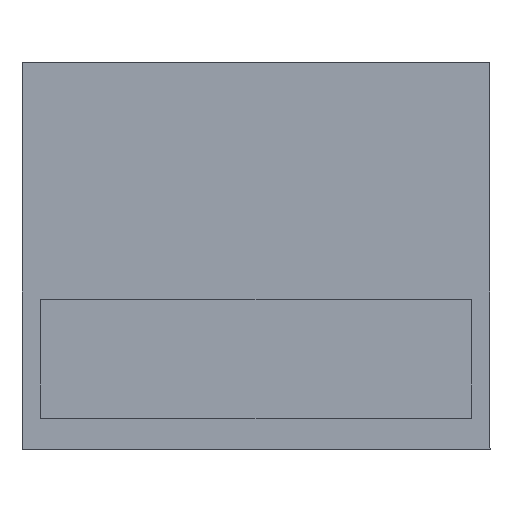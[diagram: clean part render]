
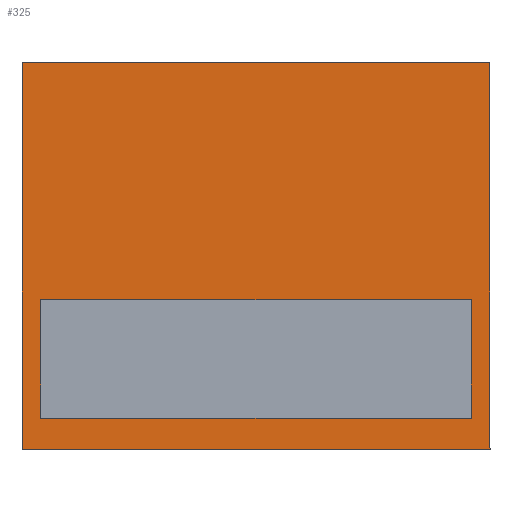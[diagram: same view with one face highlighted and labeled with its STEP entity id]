
A CAD part, top view. The second image highlights one B-rep face of the part: STEP entity #325.
In plain terms, the highlighted planar face has unit normal (0, 0, 1).
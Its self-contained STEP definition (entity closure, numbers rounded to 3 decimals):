
#22 = EDGE_LOOP ( 'NONE', ( #358, #453, #940, #1750 ) ) ;
#55 = DIRECTION ( 'NONE',  ( 1., 0., 0. ) ) ;
#75 = LINE ( 'NONE', #1674, #1964 ) ;
#104 = VECTOR ( 'NONE', #1577, 1000. ) ;
#118 = CARTESIAN_POINT ( 'NONE',  ( 1.875, -1.55, 0. ) ) ;
#146 = CARTESIAN_POINT ( 'NONE',  ( -1.875, -1.55, 0. ) ) ;
#172 = EDGE_CURVE ( 'NONE', #1234, #2022, #765, .T. ) ;
#236 = DIRECTION ( 'NONE',  ( 1., 0., 0. ) ) ;
#250 = CARTESIAN_POINT ( 'NONE',  ( -1.725, -1.3, 0. ) ) ;
#254 = ORIENTED_EDGE ( 'NONE', *, *, #1315, .T. ) ;
#325 = ADVANCED_FACE ( 'NONE', ( #2080, #592 ), #841, .T. ) ;
#358 = ORIENTED_EDGE ( 'NONE', *, *, #1871, .F. ) ;
#378 = VECTOR ( 'NONE', #1195, 1000. ) ;
#398 = CARTESIAN_POINT ( 'NONE',  ( -1.875, 1.55, 0. ) ) ;
#453 = ORIENTED_EDGE ( 'NONE', *, *, #172, .F. ) ;
#481 = ORIENTED_EDGE ( 'NONE', *, *, #923, .T. ) ;
#501 = LINE ( 'NONE', #875, #1181 ) ;
#515 = DIRECTION ( 'NONE',  ( 1., 0., 0. ) ) ;
#537 = DIRECTION ( 'NONE',  ( 0., 1., 0. ) ) ;
#560 = LINE ( 'NONE', #250, #976 ) ;
#575 = EDGE_CURVE ( 'NONE', #834, #1234, #1305, .T. ) ;
#592 = FACE_OUTER_BOUND ( 'NONE', #882, .T. ) ;
#612 = LINE ( 'NONE', #398, #378 ) ;
#647 = CARTESIAN_POINT ( 'NONE',  ( -1.875, -1.55, 0. ) ) ;
#677 = CARTESIAN_POINT ( 'NONE',  ( 1.725, -1.3, 0. ) ) ;
#681 = VERTEX_POINT ( 'NONE', #1403 ) ;
#688 = VECTOR ( 'NONE', #1517, 1000. ) ;
#726 = CARTESIAN_POINT ( 'NONE',  ( -1.725, -0.35, 0. ) ) ;
#746 = VERTEX_POINT ( 'NONE', #2070 ) ;
#763 = VERTEX_POINT ( 'NONE', #146 ) ;
#765 = LINE ( 'NONE', #1991, #688 ) ;
#780 = EDGE_CURVE ( 'NONE', #763, #1254, #1487, .T. ) ;
#834 = VERTEX_POINT ( 'NONE', #677 ) ;
#841 = PLANE ( 'NONE',  #1843 ) ;
#875 = CARTESIAN_POINT ( 'NONE',  ( -1.875, 1.55, 0. ) ) ;
#882 = EDGE_LOOP ( 'NONE', ( #254, #1756, #481, #1541 ) ) ;
#894 = LINE ( 'NONE', #1497, #1810 ) ;
#923 = EDGE_CURVE ( 'NONE', #1254, #746, #75, .T. ) ;
#940 = ORIENTED_EDGE ( 'NONE', *, *, #575, .F. ) ;
#976 = VECTOR ( 'NONE', #236, 1000. ) ;
#1149 = DIRECTION ( 'NONE',  ( 0., -1., 0. ) ) ;
#1172 = CARTESIAN_POINT ( 'NONE',  ( 0., 0., 0. ) ) ;
#1181 = VECTOR ( 'NONE', #1538, 1000. ) ;
#1195 = DIRECTION ( 'NONE',  ( 0., -1., 0. ) ) ;
#1226 = EDGE_CURVE ( 'NONE', #746, #681, #501, .T. ) ;
#1234 = VERTEX_POINT ( 'NONE', #1508 ) ;
#1243 = EDGE_CURVE ( 'NONE', #1280, #834, #560, .T. ) ;
#1254 = VERTEX_POINT ( 'NONE', #118 ) ;
#1280 = VERTEX_POINT ( 'NONE', #1814 ) ;
#1305 = LINE ( 'NONE', #1591, #104 ) ;
#1315 = EDGE_CURVE ( 'NONE', #681, #763, #612, .T. ) ;
#1395 = VECTOR ( 'NONE', #515, 1000. ) ;
#1403 = CARTESIAN_POINT ( 'NONE',  ( -1.875, 1.55, 0. ) ) ;
#1487 = LINE ( 'NONE', #647, #1395 ) ;
#1497 = CARTESIAN_POINT ( 'NONE',  ( -1.725, -0.35, 0. ) ) ;
#1508 = CARTESIAN_POINT ( 'NONE',  ( 1.725, -0.35, 0. ) ) ;
#1517 = DIRECTION ( 'NONE',  ( -1., 0., 0. ) ) ;
#1538 = DIRECTION ( 'NONE',  ( -1., 0., 0. ) ) ;
#1541 = ORIENTED_EDGE ( 'NONE', *, *, #1226, .T. ) ;
#1577 = DIRECTION ( 'NONE',  ( 0., 1., 0. ) ) ;
#1591 = CARTESIAN_POINT ( 'NONE',  ( 1.725, -0.35, 0. ) ) ;
#1674 = CARTESIAN_POINT ( 'NONE',  ( 1.875, 1.55, 0. ) ) ;
#1678 = DIRECTION ( 'NONE',  ( 0., 0., 1. ) ) ;
#1750 = ORIENTED_EDGE ( 'NONE', *, *, #1243, .F. ) ;
#1756 = ORIENTED_EDGE ( 'NONE', *, *, #780, .T. ) ;
#1810 = VECTOR ( 'NONE', #1149, 1000. ) ;
#1814 = CARTESIAN_POINT ( 'NONE',  ( -1.725, -1.3, 0. ) ) ;
#1843 = AXIS2_PLACEMENT_3D ( 'NONE', #1172, #1678, #55 ) ;
#1871 = EDGE_CURVE ( 'NONE', #2022, #1280, #894, .T. ) ;
#1964 = VECTOR ( 'NONE', #537, 1000. ) ;
#1991 = CARTESIAN_POINT ( 'NONE',  ( -1.725, -0.35, 0. ) ) ;
#2022 = VERTEX_POINT ( 'NONE', #726 ) ;
#2070 = CARTESIAN_POINT ( 'NONE',  ( 1.875, 1.55, 0. ) ) ;
#2080 = FACE_BOUND ( 'NONE', #22, .T. ) ;
